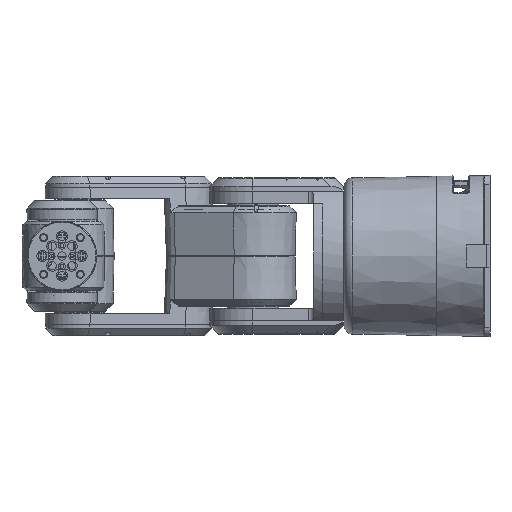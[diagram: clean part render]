
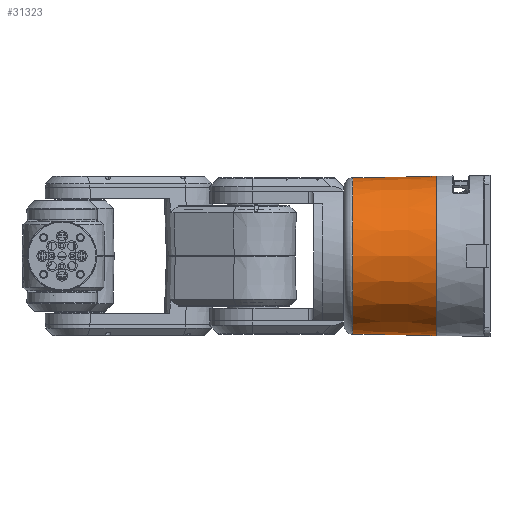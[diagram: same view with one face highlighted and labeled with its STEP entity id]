
A CAD part, left-side view. The second image highlights one B-rep face of the part: STEP entity #31323.
In plain terms, the highlighted conical face has half-angle 1 degrees and reference radius 45.505 mm.
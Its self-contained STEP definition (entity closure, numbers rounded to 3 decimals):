
#26270=CARTESIAN_POINT('',(0.,18.,0.));
#26271=DIRECTION('',(0.,-1.,0.));
#26272=DIRECTION('',(0.,0.,-1.));
#26273=AXIS2_PLACEMENT_3D('',#26270,#26271,#26272);
#26278=CARTESIAN_POINT('',(0.,18.,0.));
#26279=DIRECTION('',(0.,-1.,0.));
#26280=DIRECTION('',(0.,0.,1.));
#26281=AXIS2_PLACEMENT_3D('',#26278,#26279,#26280);
#26286=CARTESIAN_POINT('',(0.,18.,0.));
#26287=DIRECTION('',(0.,-1.,0.));
#26288=DIRECTION('',(0.667,0.,0.745));
#26289=AXIS2_PLACEMENT_3D('',#26286,#26287,#26288);
#27068=DIRECTION('',(0.012,-1.,0.013));
#27069=VECTOR('',#27068,48.095);
#27070=CARTESIAN_POINT('',(30.052,66.087,33.609));
#27071=LINE('',#27070,#27069);
#27105=DIRECTION('',(0.012,-1.,-0.013));
#27106=VECTOR('',#27105,48.095);
#27107=CARTESIAN_POINT('',(30.052,66.087,
-33.609));
#27108=LINE('',#27107,#27106);
#27159=CARTESIAN_POINT('',(0.,66.087,0.));
#27160=DIRECTION('',(0.,1.,0.));
#27161=DIRECTION('',(0.,0.,1.));
#27162=AXIS2_PLACEMENT_3D('',#27159,#27160,#27161);
#27167=CARTESIAN_POINT('',(0.,66.087,0.));
#27168=DIRECTION('',(0.,1.,0.));
#27169=DIRECTION('',(0.,0.,-1.));
#27170=AXIS2_PLACEMENT_3D('',#27167,#27168,#27169);
#27175=CARTESIAN_POINT('',(0.,66.087,0.));
#27176=DIRECTION('',(0.,1.,0.));
#27177=DIRECTION('',(0.667,0.,-0.745));
#27178=AXIS2_PLACEMENT_3D('',#27175,#27176,#27177);
#29543=CARTESIAN_POINT('',(30.612,18.,34.235));
#29544=VERTEX_POINT('',#29543);
#29545=CARTESIAN_POINT('',(0.,18.,-45.925));
#29546=CARTESIAN_POINT('',(30.612,18.,-34.235));
#29547=VERTEX_POINT('',#29545);
#29548=VERTEX_POINT('',#29546);
#29549=CARTESIAN_POINT('',(0.,18.,45.925));
#29550=VERTEX_POINT('',#29549);
#29584=CARTESIAN_POINT('',(30.052,66.087,
-33.609));
#29585=VERTEX_POINT('',#29584);
#29586=CARTESIAN_POINT('',(30.052,66.087,33.609));
#29587=VERTEX_POINT('',#29586);
#29588=CARTESIAN_POINT('',(0.,66.087,45.086));
#29589=VERTEX_POINT('',#29588);
#29590=CARTESIAN_POINT('',(0.,66.087,
-45.086));
#29591=VERTEX_POINT('',#29590);
#31304=CARTESIAN_POINT('',(0.,42.044,0.));
#31305=DIRECTION('',(0.,-1.,0.));
#31306=DIRECTION('',(0.,0.,-1.));
#31307=AXIS2_PLACEMENT_3D('',#31304,#31305,#31306);
#31308=CONICAL_SURFACE('',#31307,45.505,1.);
#31310=ORIENTED_EDGE('',*,*,#31309,.F.);
#31312=ORIENTED_EDGE('',*,*,#31311,.T.);
#31314=ORIENTED_EDGE('',*,*,#31313,.T.);
#31316=ORIENTED_EDGE('',*,*,#31315,.T.);
#31317=ORIENTED_EDGE('',*,*,#31296,.T.);
#31318=ORIENTED_EDGE('',*,*,#30539,.T.);
#31319=ORIENTED_EDGE('',*,*,#30537,.T.);
#31320=ORIENTED_EDGE('',*,*,#30535,.T.);
#31321=EDGE_LOOP('',(#31310,#31312,#31314,#31316,#31317,#31318,#31319,#31320));
#31322=FACE_OUTER_BOUND('',#31321,.F.);
#26274=CIRCLE('',#26273,45.925);
#26282=CIRCLE('',#26281,45.925);
#26290=CIRCLE('',#26289,45.925);
#27163=CIRCLE('',#27162,45.086);
#27171=CIRCLE('',#27170,45.086);
#27179=CIRCLE('',#27178,45.086);
#30535=EDGE_CURVE('',#29547,#29548,#26274,.T.);
#30537=EDGE_CURVE('',#29550,#29547,#26282,.T.);
#30539=EDGE_CURVE('',#29544,#29550,#26290,.T.);
#31296=EDGE_CURVE('',#29587,#29544,#27071,.T.);
#31309=EDGE_CURVE('',#29585,#29548,#27108,.T.);
#31311=EDGE_CURVE('',#29585,#29591,#27179,.T.);
#31313=EDGE_CURVE('',#29591,#29589,#27171,.T.);
#31315=EDGE_CURVE('',#29589,#29587,#27163,.T.);
#31323=ADVANCED_FACE('',(#31322),#31308,.T.);
